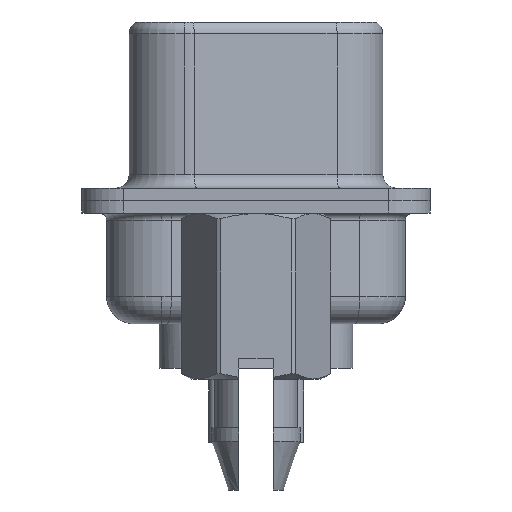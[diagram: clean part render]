
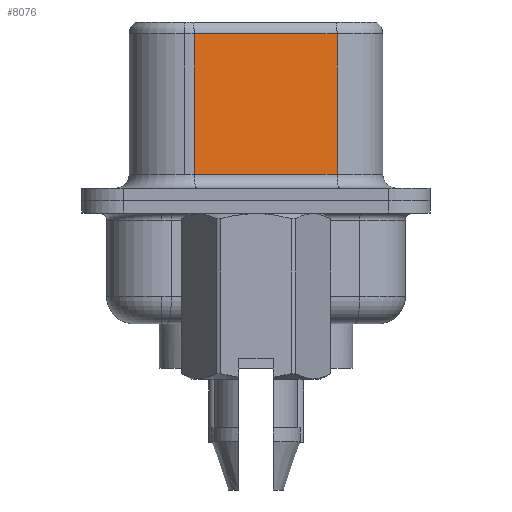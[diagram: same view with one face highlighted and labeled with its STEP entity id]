
A CAD part, left-side view. The second image highlights one B-rep face of the part: STEP entity #8076.
In plain terms, the highlighted planar face has unit normal (-0.985, -0.174, 0).
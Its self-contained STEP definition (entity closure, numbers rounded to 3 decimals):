
#147 = LINE ( 'NONE', #10657, #19034 ) ;
#896 = CARTESIAN_POINT ( 'NONE',  ( 3.665, 2.233, 6.02 ) ) ;
#1047 = CARTESIAN_POINT ( 'NONE',  ( 4.575, -2.927, 6.52 ) ) ;
#1115 = DIRECTION ( 'NONE',  ( 0.985, 0.174, 0. ) ) ;
#2087 = VERTEX_POINT ( 'NONE', #15614 ) ;
#3222 = VERTEX_POINT ( 'NONE', #896 ) ;
#4387 = LINE ( 'NONE', #6210, #11535 ) ;
#4628 = EDGE_CURVE ( 'NONE', #12319, #8936, #9912, .T. ) ;
#4643 = ORIENTED_EDGE ( 'NONE', *, *, #9492, .T. ) ;
#4688 = CARTESIAN_POINT ( 'NONE',  ( 3.665, 2.233, 0.95 ) ) ;
#5847 = VECTOR ( 'NONE', #10986, 1000. ) ;
#6059 = DIRECTION ( 'NONE',  ( 0., 0., -1. ) ) ;
#6210 = CARTESIAN_POINT ( 'NONE',  ( 4.575, -2.927, 6.52 ) ) ;
#7081 = EDGE_CURVE ( 'NONE', #2087, #3222, #15656, .T. ) ;
#7984 = ORIENTED_EDGE ( 'NONE', *, *, #4628, .T. ) ;
#8076 = ADVANCED_FACE ( 'NONE', ( #9893 ), #17848, .F. ) ;
#8592 = CARTESIAN_POINT ( 'NONE',  ( 4.575, -2.927, 6.02 ) ) ;
#8936 = VERTEX_POINT ( 'NONE', #16979 ) ;
#9492 = EDGE_CURVE ( 'NONE', #3222, #12319, #147, .T. ) ;
#9893 = FACE_OUTER_BOUND ( 'NONE', #12017, .T. ) ;
#9912 = LINE ( 'NONE', #17114, #5847 ) ;
#10125 = DIRECTION ( 'NONE',  ( -0.174, 0.985, 0. ) ) ;
#10657 = CARTESIAN_POINT ( 'NONE',  ( 3.665, 2.233, 6.52 ) ) ;
#10986 = DIRECTION ( 'NONE',  ( 0.174, -0.985, 0. ) ) ;
#11330 = ORIENTED_EDGE ( 'NONE', *, *, #7081, .T. ) ;
#11535 = VECTOR ( 'NONE', #13791, 1000. ) ;
#11803 = DIRECTION ( 'NONE',  ( -0.174, 0.985, 0. ) ) ;
#12017 = EDGE_LOOP ( 'NONE', ( #19350, #11330, #4643, #7984 ) ) ;
#12113 = AXIS2_PLACEMENT_3D ( 'NONE', #1047, #1115, #11803 ) ;
#12319 = VERTEX_POINT ( 'NONE', #4688 ) ;
#13791 = DIRECTION ( 'NONE',  ( 0., 0., -1. ) ) ;
#15614 = CARTESIAN_POINT ( 'NONE',  ( 4.575, -2.927, 6.02 ) ) ;
#15656 = LINE ( 'NONE', #8592, #18770 ) ;
#15726 = EDGE_CURVE ( 'NONE', #2087, #8936, #4387, .T. ) ;
#16979 = CARTESIAN_POINT ( 'NONE',  ( 4.575, -2.927, 0.95 ) ) ;
#17114 = CARTESIAN_POINT ( 'NONE',  ( 4.575, -2.927, 0.95 ) ) ;
#17848 = PLANE ( 'NONE',  #12113 ) ;
#18770 = VECTOR ( 'NONE', #10125, 1000. ) ;
#19034 = VECTOR ( 'NONE', #6059, 1000. ) ;
#19350 = ORIENTED_EDGE ( 'NONE', *, *, #15726, .F. ) ;
